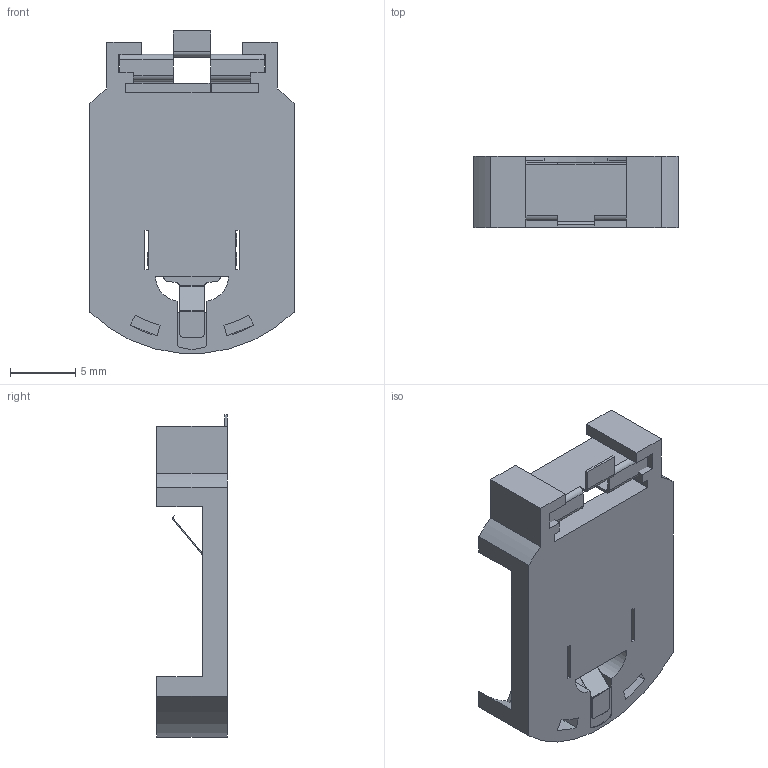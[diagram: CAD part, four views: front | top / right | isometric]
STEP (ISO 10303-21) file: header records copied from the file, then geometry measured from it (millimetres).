
FILE_DESCRIPTION(('STEP AP214'),'1');
FILE_NAME('60488.stp','2016-07-25T20:00:35',('TraceParts'),('TraceParts S.A.'),'Spatial InterOp 3D',' ',' ');
FILE_SCHEMA(('automotive_design'));
Length unit declared in the file: millimetre
Products named in the file (3): S842_ASM|Next assembly relationship#S842_HOLDER;S842_HOLDER; S842_ASM|Next assembly relationship#S842-CONTACT;S842-CONTACT; S842_ASM|Next assembly relationship#S842-REAR-CONTACT;S842-REAR-CONTACT
Bounding box: 15.6 x 5.4 x 24.61 mm (x, y, z)
Volume: 700.3 mm3; surface area: 1457.1 mm2
Topology: 3 solids, 3 shells, 237 faces, 635 edges, 402 vertices
Faces by surface type: plane 176, cylinder 57, bspline 4
Entity records: 12754 total; most frequent: CARTESIAN_POINT 1615, ORIENTED_EDGE 1270, DIRECTION 1225, STYLED_ITEM 875, PRESENTATION_STYLE_ASSIGNMENT 875, COLOUR_RGB 875, EDGE_CURVE 635, CURVE_STYLE 635
